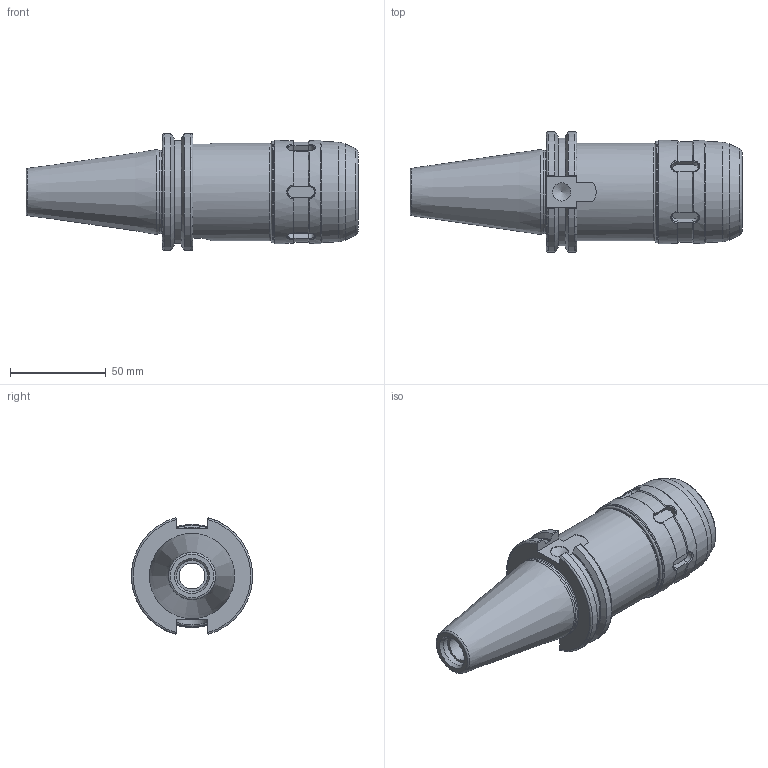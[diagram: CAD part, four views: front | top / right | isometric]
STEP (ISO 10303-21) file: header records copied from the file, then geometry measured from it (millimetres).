
FILE_DESCRIPTION(/* description */ (''),/* implementation_level */ '2;1');
FILE_NAME(/* name */ 'LK010.stp',/* time_stamp */ '2025-01-10T08:06:07+09:00',/* author */ ('eos'),/* organization */ (''),/* preprocessor_version */ 'ST-DEVELOPER v20',/* originating_system */ 'Autodesk Inventor 2025',/* authorisation */ '');
FILE_SCHEMA (('AUTOMOTIVE_DESIGN { 1 0 10303 214 3 1 1 }'));
Length unit declared in the file: millimetre
Products named in the file (3): CAT40-C19.05-104.9; CAT50; C32-CAP
Assembly tree (2 placements, depth 2):
  CAT40-C19.05-104.9
    CAT50
    C32-CAP
Bounding box: 173.75 x 63.26 x 61.09 mm (x, y, z)
Volume: 244813.3 mm3; surface area: 52120.7 mm2
Topology: 2 solids, 2 shells, 151 faces, 396 edges, 261 vertices
Faces by surface type: plane 54, cylinder 43, cone 30, torus 12, bspline 12
Full cylindrical faces by diameter (mm): 9.525 x1, 13.386 x1, 16.3 x1, 19.05 x1, 21 x1, 25.6 x1, 28.9 x1, 39.1 x3, 41 x2, 43.6 x1, 51 x1, 53 x1, 54 x2
Entity records: 6291 total; most frequent: CARTESIAN_POINT 2608, ORIENTED_EDGE 790, DIRECTION 695, EDGE_CURVE 395, AXIS2_PLACEMENT_3D 277, VERTEX_POINT 261, EDGE_LOOP 168, FACE_OUTER_BOUND 151
